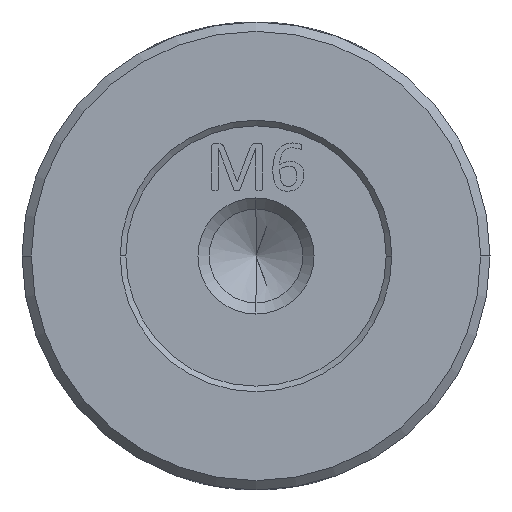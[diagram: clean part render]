
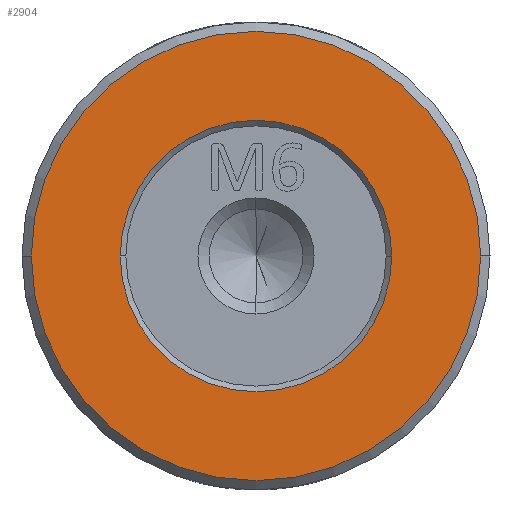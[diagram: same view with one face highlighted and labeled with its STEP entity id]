
A CAD part, left-side view. The second image highlights one B-rep face of the part: STEP entity #2904.
In plain terms, the highlighted planar face has unit normal (-1, 0, 0).
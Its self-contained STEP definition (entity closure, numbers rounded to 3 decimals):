
#126 = CARTESIAN_POINT ( 'NONE',  ( -55.102, -8.394, 0. ) ) ;
#130 = ORIENTED_EDGE ( 'NONE', *, *, #10950, .T. ) ;
#225 = FACE_BOUND ( 'NONE', #11411, .T. ) ;
#522 = CARTESIAN_POINT ( 'NONE',  ( -55.102, -1.144, 0. ) ) ;
#592 = EDGE_CURVE ( 'NONE', #11712, #11668, #13422, .T. ) ;
#881 = AXIS2_PLACEMENT_3D ( 'NONE', #7339, #2093, #12626 ) ;
#1206 = ORIENTED_EDGE ( 'NONE', *, *, #4199, .T. ) ;
#1268 = FACE_OUTER_BOUND ( 'NONE', #7153, .T. ) ;
#1322 = CARTESIAN_POINT ( 'NONE',  ( -55.102, 6.106, 0. ) ) ;
#1511 = AXIS2_PLACEMENT_3D ( 'NONE', #522, #3838, #13391 ) ;
#2093 = DIRECTION ( 'NONE',  ( -1., 0., 0. ) ) ;
#2904 = ADVANCED_FACE ( 'NONE', ( #225, #1268 ), #4443, .T. ) ;
#3350 = VERTEX_POINT ( 'NONE', #5984 ) ;
#3838 = DIRECTION ( 'NONE',  ( 1., 0., 0. ) ) ;
#4199 = EDGE_CURVE ( 'NONE', #6438, #3350, #8273, .T. ) ;
#4443 = PLANE ( 'NONE',  #5226 ) ;
#4647 = AXIS2_PLACEMENT_3D ( 'NONE', #7700, #4663, #5573 ) ;
#4663 = DIRECTION ( 'NONE',  ( 1., 0., 0. ) ) ;
#5226 = AXIS2_PLACEMENT_3D ( 'NONE', #8647, #11811, #10626 ) ;
#5255 = CIRCLE ( 'NONE', #1511, 7.25 ) ;
#5573 = DIRECTION ( 'NONE',  ( 0., -1., 0. ) ) ;
#5757 = DIRECTION ( 'NONE',  ( -1., 0., 0. ) ) ;
#5953 = CARTESIAN_POINT ( 'NONE',  ( -55.102, -1.144, 0. ) ) ;
#5984 = CARTESIAN_POINT ( 'NONE',  ( -55.102, 10.856, 0. ) ) ;
#6438 = VERTEX_POINT ( 'NONE', #8264 ) ;
#6617 = CIRCLE ( 'NONE', #881, 12. ) ;
#7153 = EDGE_LOOP ( 'NONE', ( #130, #1206 ) ) ;
#7339 = CARTESIAN_POINT ( 'NONE',  ( -55.102, -1.144, 0. ) ) ;
#7700 = CARTESIAN_POINT ( 'NONE',  ( -55.102, -1.144, 0. ) ) ;
#8264 = CARTESIAN_POINT ( 'NONE',  ( -55.102, -13.144, 0. ) ) ;
#8273 = CIRCLE ( 'NONE', #12444, 12. ) ;
#8647 = CARTESIAN_POINT ( 'NONE',  ( -55.102, -1.144, 0. ) ) ;
#8917 = DIRECTION ( 'NONE',  ( 0., -1., 0. ) ) ;
#10060 = ORIENTED_EDGE ( 'NONE', *, *, #11799, .T. ) ;
#10626 = DIRECTION ( 'NONE',  ( 0., 1., 0. ) ) ;
#10950 = EDGE_CURVE ( 'NONE', #3350, #6438, #6617, .T. ) ;
#11411 = EDGE_LOOP ( 'NONE', ( #10060, #12580 ) ) ;
#11668 = VERTEX_POINT ( 'NONE', #126 ) ;
#11712 = VERTEX_POINT ( 'NONE', #1322 ) ;
#11799 = EDGE_CURVE ( 'NONE', #11668, #11712, #5255, .T. ) ;
#11811 = DIRECTION ( 'NONE',  ( -1., 0., 0. ) ) ;
#12444 = AXIS2_PLACEMENT_3D ( 'NONE', #5953, #5757, #8917 ) ;
#12580 = ORIENTED_EDGE ( 'NONE', *, *, #592, .T. ) ;
#12626 = DIRECTION ( 'NONE',  ( 0., -1., 0. ) ) ;
#13391 = DIRECTION ( 'NONE',  ( 0., -1., 0. ) ) ;
#13422 = CIRCLE ( 'NONE', #4647, 7.25 ) ;
